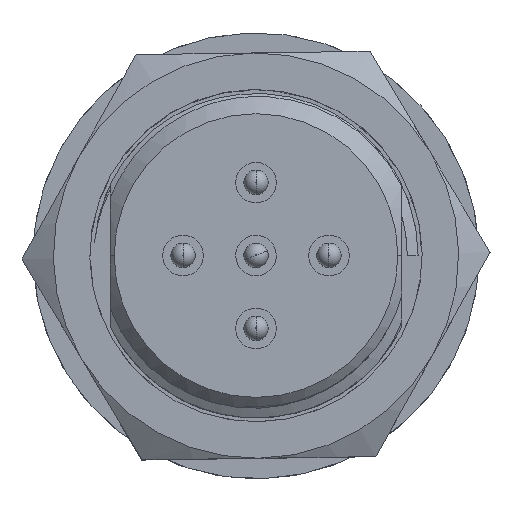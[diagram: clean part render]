
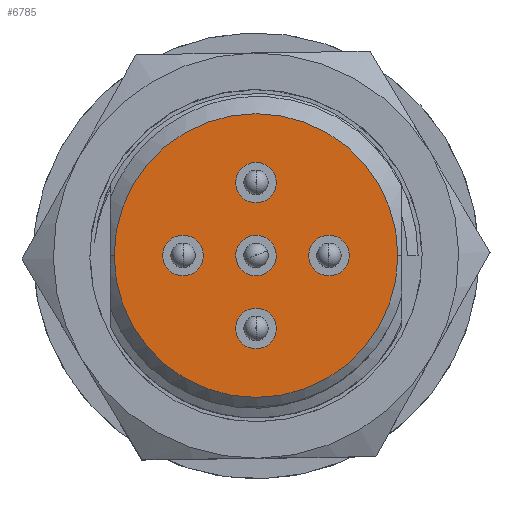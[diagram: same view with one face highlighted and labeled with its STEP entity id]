
A CAD part, top view. The second image highlights one B-rep face of the part: STEP entity #6785.
In plain terms, the highlighted planar face has unit normal (0, 0, 1).
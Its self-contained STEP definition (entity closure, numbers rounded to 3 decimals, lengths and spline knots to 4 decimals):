
#113 = CARTESIAN_POINT ( 'NONE',  ( -0.4655, -0.1824, 0. ) ) ;
#300 = AXIS2_PLACEMENT_3D ( 'NONE', #30594, #8565, #18566 ) ;
#430 = CARTESIAN_POINT ( 'NONE',  ( 0., -1.8, 0. ) ) ;
#469 = CIRCLE ( 'NONE', #1005, 0.5 ) ;
#521 = FACE_BOUND ( 'NONE', #12198, .T. ) ;
#534 = DIRECTION ( 'NONE',  ( 1., 0., 0. ) ) ;
#840 = FACE_BOUND ( 'NONE', #11352, .T. ) ;
#1005 = AXIS2_PLACEMENT_3D ( 'NONE', #12525, #19907, #534 ) ;
#1195 = CARTESIAN_POINT ( 'NONE',  ( 1.8, -0.5, 0. ) ) ;
#1230 = VERTEX_POINT ( 'NONE', #20390 ) ;
#1571 = CARTESIAN_POINT ( 'NONE',  ( 0., -1.3, 0. ) ) ;
#1697 = CIRCLE ( 'NONE', #15915, 0.5 ) ;
#2009 = VERTEX_POINT ( 'NONE', #1571 ) ;
#2022 = DIRECTION ( 'NONE',  ( 0., 0., 1. ) ) ;
#2257 = AXIS2_PLACEMENT_3D ( 'NONE', #6189, #8660, #21463 ) ;
#2708 = CARTESIAN_POINT ( 'NONE',  ( 0., 0., 0. ) ) ;
#2938 = DIRECTION ( 'NONE',  ( 0., 0., 1. ) ) ;
#2983 = CARTESIAN_POINT ( 'NONE',  ( 1.8, 0., 0. ) ) ;
#3083 = EDGE_CURVE ( 'NONE', #6147, #3465, #25737, .T. ) ;
#3465 = VERTEX_POINT ( 'NONE', #7558 ) ;
#3613 = AXIS2_PLACEMENT_3D ( 'NONE', #12951, #5208, #27915 ) ;
#4099 = ORIENTED_EDGE ( 'NONE', *, *, #17655, .F. ) ;
#4148 = DIRECTION ( 'NONE',  ( 0., 0., 1. ) ) ;
#4644 = DIRECTION ( 'NONE',  ( 1., 0., 0. ) ) ;
#4692 = EDGE_CURVE ( 'NONE', #9369, #8395, #28317, .T. ) ;
#5189 = ORIENTED_EDGE ( 'NONE', *, *, #11770, .F. ) ;
#5208 = DIRECTION ( 'NONE',  ( 0., 0., 1. ) ) ;
#5323 = DIRECTION ( 'NONE',  ( 1., 0., 0. ) ) ;
#5946 = ORIENTED_EDGE ( 'NONE', *, *, #21387, .F. ) ;
#6131 = EDGE_CURVE ( 'NONE', #19430, #7927, #9725, .T. ) ;
#6147 = VERTEX_POINT ( 'NONE', #28349 ) ;
#6189 = CARTESIAN_POINT ( 'NONE',  ( 0., 1.8, 0. ) ) ;
#6225 = VERTEX_POINT ( 'NONE', #1195 ) ;
#6615 = AXIS2_PLACEMENT_3D ( 'NONE', #2983, #22884, #19908 ) ;
#6715 = ORIENTED_EDGE ( 'NONE', *, *, #6131, .F. ) ;
#6775 = DIRECTION ( 'NONE',  ( 0., 0., 1. ) ) ;
#6785 = ADVANCED_FACE ( 'NONE', ( #840, #20885, #31080, #28462, #521, #30918 ), #8410, .T. ) ;
#7558 = CARTESIAN_POINT ( 'NONE',  ( 3.5, 0., 0. ) ) ;
#7602 = EDGE_CURVE ( 'NONE', #1230, #6225, #28152, .T. ) ;
#7927 = VERTEX_POINT ( 'NONE', #27337 ) ;
#7977 = EDGE_CURVE ( 'NONE', #6225, #1230, #20797, .T. ) ;
#8063 = AXIS2_PLACEMENT_3D ( 'NONE', #31747, #6775, #16790 ) ;
#8283 = CARTESIAN_POINT ( 'NONE',  ( -1.8, 0., 0. ) ) ;
#8395 = VERTEX_POINT ( 'NONE', #20759 ) ;
#8410 = PLANE ( 'NONE',  #300 ) ;
#8494 = CARTESIAN_POINT ( 'NONE',  ( 0., 1.3, 0. ) ) ;
#8565 = DIRECTION ( 'NONE',  ( 0., 0., 1. ) ) ;
#8660 = DIRECTION ( 'NONE',  ( 0., 0., 1. ) ) ;
#9132 = CARTESIAN_POINT ( 'NONE',  ( 0., 2.3, 0. ) ) ;
#9248 = DIRECTION ( 'NONE',  ( 1., 0., 0. ) ) ;
#9369 = VERTEX_POINT ( 'NONE', #113 ) ;
#9431 = CARTESIAN_POINT ( 'NONE',  ( 0., -1.8, 0. ) ) ;
#9725 = CIRCLE ( 'NONE', #28133, 0.5 ) ;
#11352 = EDGE_LOOP ( 'NONE', ( #12416, #11991 ) ) ;
#11476 = AXIS2_PLACEMENT_3D ( 'NONE', #2708, #15377, #5323 ) ;
#11770 = EDGE_CURVE ( 'NONE', #11905, #2009, #29786, .T. ) ;
#11905 = VERTEX_POINT ( 'NONE', #19696 ) ;
#11991 = ORIENTED_EDGE ( 'NONE', *, *, #7977, .F. ) ;
#12025 = EDGE_CURVE ( 'NONE', #8395, #9369, #27704, .T. ) ;
#12198 = EDGE_LOOP ( 'NONE', ( #15157, #29567 ) ) ;
#12416 = ORIENTED_EDGE ( 'NONE', *, *, #7602, .F. ) ;
#12468 = AXIS2_PLACEMENT_3D ( 'NONE', #430, #15382, #22949 ) ;
#12482 = CARTESIAN_POINT ( 'NONE',  ( 1.8, 0., 0. ) ) ;
#12525 = CARTESIAN_POINT ( 'NONE',  ( 0., 1.8, 0. ) ) ;
#12669 = EDGE_LOOP ( 'NONE', ( #27742, #5189 ) ) ;
#12951 = CARTESIAN_POINT ( 'NONE',  ( 0., 0., 0. ) ) ;
#13135 = CARTESIAN_POINT ( 'NONE',  ( 0., 0., 0. ) ) ;
#13184 = VERTEX_POINT ( 'NONE', #8494 ) ;
#15157 = ORIENTED_EDGE ( 'NONE', *, *, #4692, .F. ) ;
#15377 = DIRECTION ( 'NONE',  ( 0., 0., 1. ) ) ;
#15382 = DIRECTION ( 'NONE',  ( 0., 0., 1. ) ) ;
#15915 = AXIS2_PLACEMENT_3D ( 'NONE', #9431, #2022, #4644 ) ;
#16173 = VERTEX_POINT ( 'NONE', #9132 ) ;
#16440 = CIRCLE ( 'NONE', #2257, 0.5 ) ;
#16790 = DIRECTION ( 'NONE',  ( 1., 0., 0. ) ) ;
#17655 = EDGE_CURVE ( 'NONE', #16173, #13184, #16440, .T. ) ;
#18294 = DIRECTION ( 'NONE',  ( 0., 0., 1. ) ) ;
#18566 = DIRECTION ( 'NONE',  ( 0., -1., 0. ) ) ;
#19430 = VERTEX_POINT ( 'NONE', #21627 ) ;
#19696 = CARTESIAN_POINT ( 'NONE',  ( 0., -2.3, 0. ) ) ;
#19907 = DIRECTION ( 'NONE',  ( 0., 0., 1. ) ) ;
#19908 = DIRECTION ( 'NONE',  ( 1., 0., 0. ) ) ;
#20390 = CARTESIAN_POINT ( 'NONE',  ( 1.8, 0.5, 0. ) ) ;
#20759 = CARTESIAN_POINT ( 'NONE',  ( 0.4655, 0.1824, 0. ) ) ;
#20797 = CIRCLE ( 'NONE', #6615, 0.5 ) ;
#20885 = FACE_BOUND ( 'NONE', #26699, .T. ) ;
#21387 = EDGE_CURVE ( 'NONE', #13184, #16173, #469, .T. ) ;
#21463 = DIRECTION ( 'NONE',  ( 1., 0., 0. ) ) ;
#21627 = CARTESIAN_POINT ( 'NONE',  ( -1.8, -0.5, 0. ) ) ;
#21889 = CARTESIAN_POINT ( 'NONE',  ( 0., 0., 0. ) ) ;
#22351 = AXIS2_PLACEMENT_3D ( 'NONE', #12482, #2938, #25127 ) ;
#22487 = AXIS2_PLACEMENT_3D ( 'NONE', #21889, #4148, #9248 ) ;
#22666 = DIRECTION ( 'NONE',  ( 0., 0., 1. ) ) ;
#22884 = DIRECTION ( 'NONE',  ( 0., 0., 1. ) ) ;
#22949 = DIRECTION ( 'NONE',  ( 1., 0., 0. ) ) ;
#23164 = DIRECTION ( 'NONE',  ( 1., 0., 0. ) ) ;
#23939 = AXIS2_PLACEMENT_3D ( 'NONE', #13135, #22666, #23164 ) ;
#24655 = EDGE_CURVE ( 'NONE', #7927, #19430, #27027, .T. ) ;
#25127 = DIRECTION ( 'NONE',  ( 1., 0., 0. ) ) ;
#25643 = CIRCLE ( 'NONE', #22487, 3.5 ) ;
#25737 = CIRCLE ( 'NONE', #11476, 3.5 ) ;
#26045 = EDGE_LOOP ( 'NONE', ( #32255, #26163 ) ) ;
#26163 = ORIENTED_EDGE ( 'NONE', *, *, #26272, .T. ) ;
#26272 = EDGE_CURVE ( 'NONE', #3465, #6147, #25643, .T. ) ;
#26699 = EDGE_LOOP ( 'NONE', ( #4099, #5946 ) ) ;
#27027 = CIRCLE ( 'NONE', #8063, 0.5 ) ;
#27337 = CARTESIAN_POINT ( 'NONE',  ( -1.8, 0.5, 0. ) ) ;
#27704 = CIRCLE ( 'NONE', #23939, 0.5 ) ;
#27742 = ORIENTED_EDGE ( 'NONE', *, *, #30653, .F. ) ;
#27915 = DIRECTION ( 'NONE',  ( 1., 0., 0. ) ) ;
#28017 = DIRECTION ( 'NONE',  ( 1., 0., 0. ) ) ;
#28133 = AXIS2_PLACEMENT_3D ( 'NONE', #8283, #18294, #28017 ) ;
#28152 = CIRCLE ( 'NONE', #22351, 0.5 ) ;
#28317 = CIRCLE ( 'NONE', #3613, 0.5 ) ;
#28349 = CARTESIAN_POINT ( 'NONE',  ( -3.5, 0., 0. ) ) ;
#28462 = FACE_BOUND ( 'NONE', #31927, .T. ) ;
#29221 = ORIENTED_EDGE ( 'NONE', *, *, #24655, .F. ) ;
#29567 = ORIENTED_EDGE ( 'NONE', *, *, #12025, .F. ) ;
#29786 = CIRCLE ( 'NONE', #12468, 0.5 ) ;
#30594 = CARTESIAN_POINT ( 'NONE',  ( 0., 0., 0. ) ) ;
#30653 = EDGE_CURVE ( 'NONE', #2009, #11905, #1697, .T. ) ;
#30918 = FACE_OUTER_BOUND ( 'NONE', #26045, .T. ) ;
#31080 = FACE_BOUND ( 'NONE', #12669, .T. ) ;
#31747 = CARTESIAN_POINT ( 'NONE',  ( -1.8, 0., 0. ) ) ;
#31927 = EDGE_LOOP ( 'NONE', ( #29221, #6715 ) ) ;
#32255 = ORIENTED_EDGE ( 'NONE', *, *, #3083, .T. ) ;
